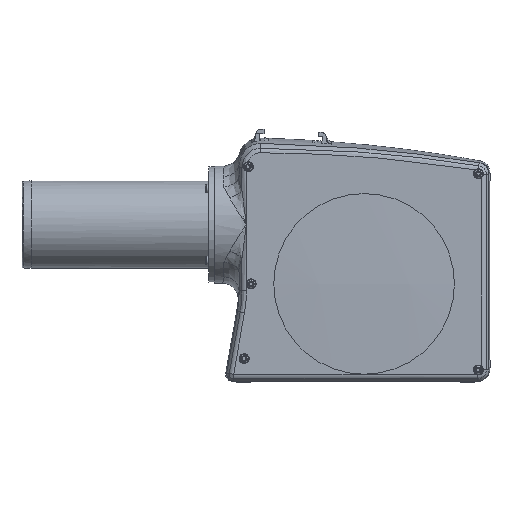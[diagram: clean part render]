
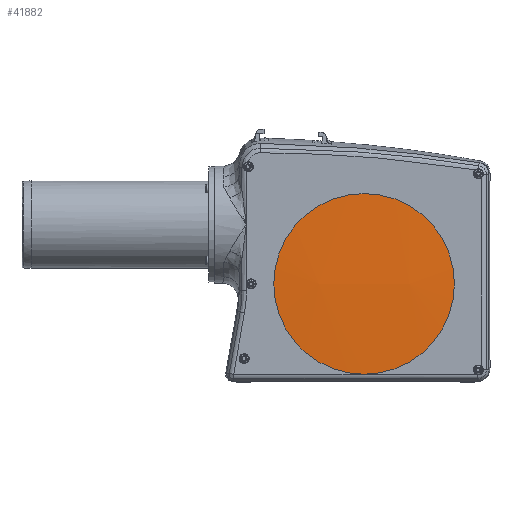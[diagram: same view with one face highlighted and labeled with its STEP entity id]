
A CAD part, front view. The second image highlights one B-rep face of the part: STEP entity #41882.
In plain terms, the highlighted spherical face has radius 1366 mm.
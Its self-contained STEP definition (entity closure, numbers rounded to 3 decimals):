
#36164=CARTESIAN_POINT('',(0.,-41.5,-59.));
#36165=VERTEX_POINT('',#36164);
#36166=CARTESIAN_POINT('',(0.,-41.5,5.0));
#36167=DIRECTION('',(0.0,1.0,0.0));
#36168=DIRECTION('',(0.0,0.0,-1.0));
#36169=AXIS2_PLACEMENT_3D('',#36166,#36167,#36168);
#36170=CIRCLE('',#36169,64.);
#36171=EDGE_CURVE('',#36165,#36165,#36170,.T.);
#41874=CARTESIAN_POINT('',(0.,1323.,5.0));
#41875=DIRECTION('',(0.0,0.0,1.0));
#41876=DIRECTION('',(1.0,0.0,0.0));
#41877=AXIS2_PLACEMENT_3D('',#41874,#41875,#41876);
#41878=SPHERICAL_SURFACE('',#41877,1366.0);
#41879=ORIENTED_EDGE('',*,*,#36171,.F.);
#41880=EDGE_LOOP('',(#41879));
#41881=FACE_OUTER_BOUND('',#41880,.T.);
#41882=ADVANCED_FACE('',(#41881),#41878,.T.);
